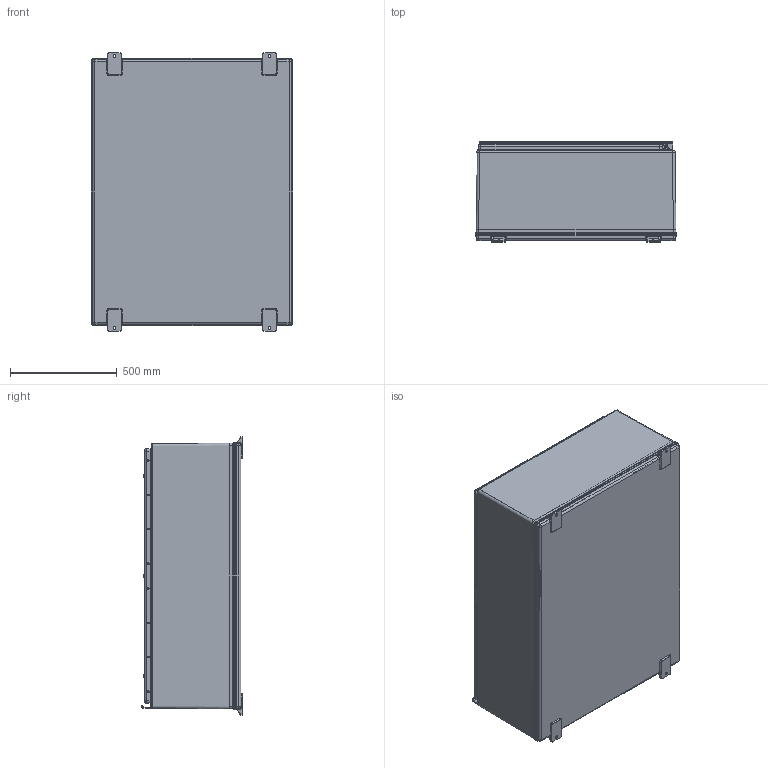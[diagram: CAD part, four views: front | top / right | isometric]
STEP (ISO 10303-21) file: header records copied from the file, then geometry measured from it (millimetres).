
FILE_DESCRIPTION(/* description */ (''),/* implementation_level */ '2;1');
FILE_NAME(/* name */ 'HW-N3R483616CH.stp',/* time_stamp */ '2016-11-28T16:03:23-05:00',/* author */ ('dhill'),/* organization */ (''),/* preprocessor_version */ 'ST-DEVELOPER v16.5',/* originating_system */ 'Autodesk Inventor 2017',/* authorisation */ '');
FILE_SCHEMA (('AUTOMOTIVE_DESIGN { 1 0 10303 214 3 1 1 }'));
Products named in the file (35): N483616RT_STP; FIBER GLASS LATCH; FG LATCH HOUSING1; FG LATCH NUT1; FG LATCH cam; FG LATCH WING_KNOB; FG LATCH hexbolt; WPN483616SRT; WPN4836B; WPN483616RTPCVR; N4836RS; LL150 KEEPER PAD ASSEMBLY; LL150  LATCH KEEPER PAD; LL150 LATCH; LL150 LATCH CAM; LL150 LATCH WING; LL150 LATCH BASE; LL150 LATCH HINGE PIN; LL150 LATCH RIVET PIN; BP4836AL; BP4836AL_1; 0.375 SS WASHER; 0.375 - 16 x 0.5 S.S Hex Bolt; 0.375-16  INSERT OD-0.563; HASP ASSEMBLY; HASP; HASP INSERT; HASP SCREW; N483616G; 20; SS HINGE PIN (20); SS HINGE COVER (20); SS HINGE BASE  (20); 0.13 RIVET PIN; 10-24 X 0.375 DP BRASS INSERT
Assembly tree (74 placements, depth 3):
  N483616RT_STP
    FIBER GLASS LATCH
      FG LATCH HOUSING1
      FG LATCH NUT1
      FG LATCH cam
      FG LATCH WING_KNOB
      FG LATCH hexbolt
    WPN483616SRT
    WPN4836B
    WPN483616RTPCVR
    N4836RS
    LL150 KEEPER PAD ASSEMBLY  x3
      LL150  LATCH KEEPER PAD
      LL150 LATCH RIVET PIN
    LL150 LATCH  x3
      LL150 LATCH CAM
      LL150 LATCH WING
      LL150 LATCH BASE
      LL150 LATCH HINGE PIN
      LL150 LATCH RIVET PIN
    BP4836AL
      BP4836AL_1
      0.375 SS WASHER  x8
      0.375 - 16 x 0.5 S.S Hex Bolt  x8
      0.375-16  INSERT OD-0.563  x8
    HASP ASSEMBLY
      HASP
      HASP INSERT
      HASP SCREW
    0.13 RIVET PIN  x3
    N483616G
    20  x2
      SS HINGE PIN (20)
      SS HINGE COVER (20)
      SS HINGE BASE  (20)
      0.13 RIVET PIN
    10-24 X 0.375 DP BRASS INSERT  x2
Bounding box: 941.39 x 468.73 x 1302.54 mm (x, y, z)
Volume: 27494099.4 mm3; surface area: 11360694.9 mm2
Topology: 92 solids, 92 shells, 2464 faces, 5866 edges, 3593 vertices
Faces by surface type: plane 901, cylinder 894, cone 304, torus 173, bspline 146, sphere 46
Full cylindrical faces by diameter (mm): 1.587 x12, 1.651 x19, 3.175 x82, 3.302 x75, 3.429 x6, 3.5 x6, 3.556 x12, 3.683 x2, 3.81 x8, 3.969 x6, 4.762 x6, 5.08 x6, 5.105 x1, 5.11 x1, 6.35 x1, 7.137 x4, 7.544 x19, 7.798 x8, 8.624 x1, 8.64 x2, 9.525 x104, 10 x1, 10.312 x9, 12.7 x8, 12.954 x2, 12.959 x2, 13 x1, 14.3 x16, 16 x1, 16.002 x1
Entity records: 53418 total; most frequent: CARTESIAN_POINT 23417, DIRECTION 6242, ORIENTED_EDGE 5512, EDGE_CURVE 2756, AXIS2_PLACEMENT_3D 2413, VERTEX_POINT 1847, EDGE_LOOP 1747, LINE 1416
